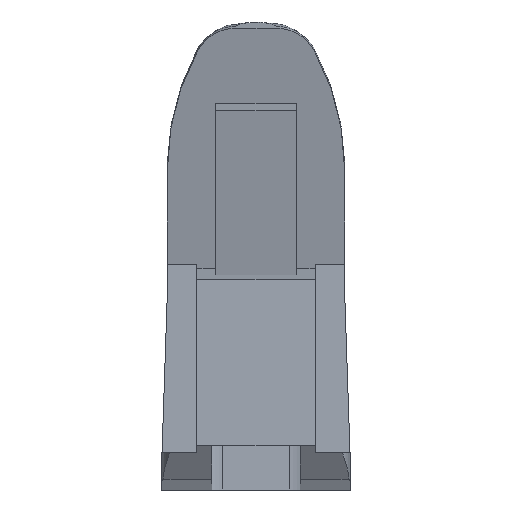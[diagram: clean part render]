
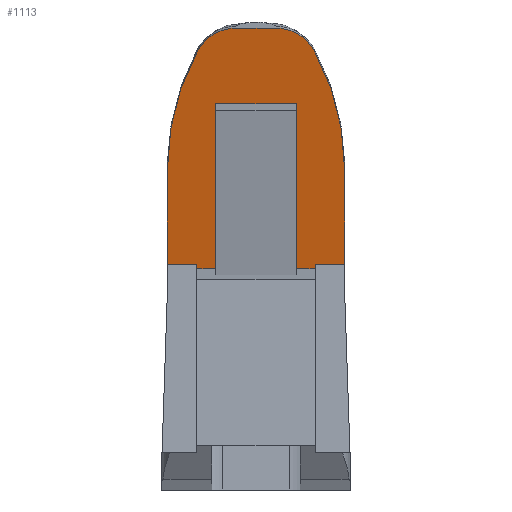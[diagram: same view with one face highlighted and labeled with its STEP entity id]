
A CAD part, front view. The second image highlights one B-rep face of the part: STEP entity #1113.
In plain terms, the highlighted planar face has unit normal (0, -0.978, -0.208).
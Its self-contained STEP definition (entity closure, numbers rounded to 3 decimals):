
#73=CIRCLE('',#1195,23.125);
#74=CIRCLE('',#1196,4.);
#75=CIRCLE('',#1197,4.);
#76=CIRCLE('',#1198,23.125);
#106=FACE_OUTER_BOUND('',#170,.T.);
#170=EDGE_LOOP('',(#764,#765,#766,#767,#768,#769,#770,#771,#772,#773,#774,
#775,#776,#777,#778,#779));
#250=LINE('',#1636,#364);
#253=LINE('',#1643,#367);
#254=LINE('',#1645,#368);
#255=LINE('',#1646,#369);
#256=LINE('',#1652,#370);
#257=LINE('',#1658,#371);
#258=LINE('',#1660,#372);
#259=LINE('',#1662,#373);
#260=LINE('',#1664,#374);
#261=LINE('',#1666,#375);
#262=LINE('',#1668,#376);
#263=LINE('',#1669,#377);
#364=VECTOR('',#1319,10.);
#367=VECTOR('',#1324,10.);
#368=VECTOR('',#1325,10.);
#369=VECTOR('',#1326,10.);
#370=VECTOR('',#1331,10.);
#371=VECTOR('',#1336,10.);
#372=VECTOR('',#1337,10.);
#373=VECTOR('',#1338,10.);
#374=VECTOR('',#1339,10.);
#375=VECTOR('',#1340,10.);
#376=VECTOR('',#1341,10.);
#377=VECTOR('',#1342,10.);
#477=VERTEX_POINT('',#1633);
#478=VERTEX_POINT('',#1635);
#480=VERTEX_POINT('',#1641);
#481=VERTEX_POINT('',#1642);
#482=VERTEX_POINT('',#1644);
#483=VERTEX_POINT('',#1647);
#484=VERTEX_POINT('',#1649);
#485=VERTEX_POINT('',#1651);
#486=VERTEX_POINT('',#1653);
#487=VERTEX_POINT('',#1655);
#488=VERTEX_POINT('',#1657);
#489=VERTEX_POINT('',#1659);
#490=VERTEX_POINT('',#1661);
#491=VERTEX_POINT('',#1663);
#492=VERTEX_POINT('',#1665);
#493=VERTEX_POINT('',#1667);
#587=EDGE_CURVE('',#477,#478,#250,.T.);
#590=EDGE_CURVE('',#480,#481,#253,.T.);
#591=EDGE_CURVE('',#482,#480,#254,.T.);
#592=EDGE_CURVE('',#482,#478,#255,.F.);
#593=EDGE_CURVE('',#477,#483,#73,.T.);
#594=EDGE_CURVE('',#484,#483,#74,.T.);
#595=EDGE_CURVE('',#485,#484,#256,.T.);
#596=EDGE_CURVE('',#486,#485,#75,.T.);
#597=EDGE_CURVE('',#486,#487,#76,.T.);
#598=EDGE_CURVE('',#488,#487,#257,.T.);
#599=EDGE_CURVE('',#489,#488,#258,.T.);
#600=EDGE_CURVE('',#489,#490,#259,.T.);
#601=EDGE_CURVE('',#490,#491,#260,.F.);
#602=EDGE_CURVE('',#491,#492,#261,.T.);
#603=EDGE_CURVE('',#492,#493,#262,.T.);
#604=EDGE_CURVE('',#493,#481,#263,.T.);
#764=ORIENTED_EDGE('',*,*,#590,.F.);
#765=ORIENTED_EDGE('',*,*,#591,.F.);
#766=ORIENTED_EDGE('',*,*,#592,.T.);
#767=ORIENTED_EDGE('',*,*,#587,.F.);
#768=ORIENTED_EDGE('',*,*,#593,.T.);
#769=ORIENTED_EDGE('',*,*,#594,.F.);
#770=ORIENTED_EDGE('',*,*,#595,.F.);
#771=ORIENTED_EDGE('',*,*,#596,.F.);
#772=ORIENTED_EDGE('',*,*,#597,.T.);
#773=ORIENTED_EDGE('',*,*,#598,.F.);
#774=ORIENTED_EDGE('',*,*,#599,.F.);
#775=ORIENTED_EDGE('',*,*,#600,.T.);
#776=ORIENTED_EDGE('',*,*,#601,.T.);
#777=ORIENTED_EDGE('',*,*,#602,.T.);
#778=ORIENTED_EDGE('',*,*,#603,.T.);
#779=ORIENTED_EDGE('',*,*,#604,.T.);
#1076=PLANE('',#1194);
#1113=ADVANCED_FACE('',(#106),#1076,.T.);
#1194=AXIS2_PLACEMENT_3D('',#1640,#1322,#1323);
#1195=AXIS2_PLACEMENT_3D('',#1648,#1327,#1328);
#1196=AXIS2_PLACEMENT_3D('',#1650,#1329,#1330);
#1197=AXIS2_PLACEMENT_3D('',#1654,#1332,#1333);
#1198=AXIS2_PLACEMENT_3D('',#1656,#1334,#1335);
#1319=DIRECTION('',(0.,0.208,-0.978));
#1322=DIRECTION('center_axis',(0.,-0.978,-0.208));
#1323=DIRECTION('ref_axis',(0.,0.208,-0.978));
#1324=DIRECTION('',(-1.,0.,0.));
#1325=DIRECTION('',(0.,0.208,-0.978));
#1326=DIRECTION('',(-1.,0.,0.));
#1327=DIRECTION('center_axis',(0.,-0.978,-0.208));
#1328=DIRECTION('ref_axis',(1.,0.,0.));
#1329=DIRECTION('center_axis',(0.,0.978,0.208));
#1330=DIRECTION('ref_axis',(0.514,-0.178,0.839));
#1331=DIRECTION('',(1.,0.,0.));
#1332=DIRECTION('center_axis',(0.,0.978,0.208));
#1333=DIRECTION('ref_axis',(-0.514,-0.178,0.839));
#1334=DIRECTION('center_axis',(0.,-0.978,-0.208));
#1335=DIRECTION('ref_axis',(-0.827,-0.117,0.55));
#1336=DIRECTION('',(0.,-0.208,0.978));
#1337=DIRECTION('',(-1.,0.,0.));
#1338=DIRECTION('',(0.,0.208,-0.978));
#1339=DIRECTION('',(-1.,0.,0.));
#1340=DIRECTION('',(0.,-0.208,0.978));
#1341=DIRECTION('',(1.,0.,0.));
#1342=DIRECTION('',(0.,0.208,-0.978));
#1633=CARTESIAN_POINT('',(61.65,5.031,30.002));
#1635=CARTESIAN_POINT('',(61.65,6.859,21.398));
#1636=CARTESIAN_POINT('',(61.65,6.278,24.133));
#1640=CARTESIAN_POINT('Origin',(48.3,6.278,24.133));
#1641=CARTESIAN_POINT('',(59.,6.943,21.003));
#1642=CARTESIAN_POINT('',(57.3,6.943,21.003));
#1643=CARTESIAN_POINT('',(53.65,6.943,21.003));
#1644=CARTESIAN_POINT('',(59.,6.859,21.398));
#1645=CARTESIAN_POINT('',(59.,8.234,14.93));
#1646=CARTESIAN_POINT('',(53.65,6.859,21.398));
#1647=CARTESIAN_POINT('',(58.929,2.768,40.646));
#1648=CARTESIAN_POINT('Origin',(38.525,5.031,30.002));
#1649=CARTESIAN_POINT('',(55.4,2.328,42.718));
#1650=CARTESIAN_POINT('Origin',(55.4,3.159,38.805));
#1651=CARTESIAN_POINT('',(51.9,2.328,42.718));
#1652=CARTESIAN_POINT('',(46.725,2.328,42.718));
#1653=CARTESIAN_POINT('',(48.371,2.768,40.646));
#1654=CARTESIAN_POINT('Origin',(51.9,3.159,38.805));
#1655=CARTESIAN_POINT('',(45.65,5.031,30.002));
#1656=CARTESIAN_POINT('Origin',(68.775,5.031,30.002));
#1657=CARTESIAN_POINT('',(45.65,6.859,21.398));
#1658=CARTESIAN_POINT('',(45.65,6.902,21.198));
#1659=CARTESIAN_POINT('',(48.3,6.859,21.398));
#1660=CARTESIAN_POINT('',(48.3,6.859,21.398));
#1661=CARTESIAN_POINT('',(48.3,6.943,21.003));
#1662=CARTESIAN_POINT('',(48.3,6.709,22.106));
#1663=CARTESIAN_POINT('',(50.,6.943,21.003));
#1664=CARTESIAN_POINT('',(53.65,6.943,21.003));
#1665=CARTESIAN_POINT('',(50.,3.783,35.871));
#1666=CARTESIAN_POINT('',(50.,3.783,35.871));
#1667=CARTESIAN_POINT('',(57.3,3.783,35.871));
#1668=CARTESIAN_POINT('',(52.65,3.783,35.871));
#1669=CARTESIAN_POINT('',(57.3,5.654,27.067));
